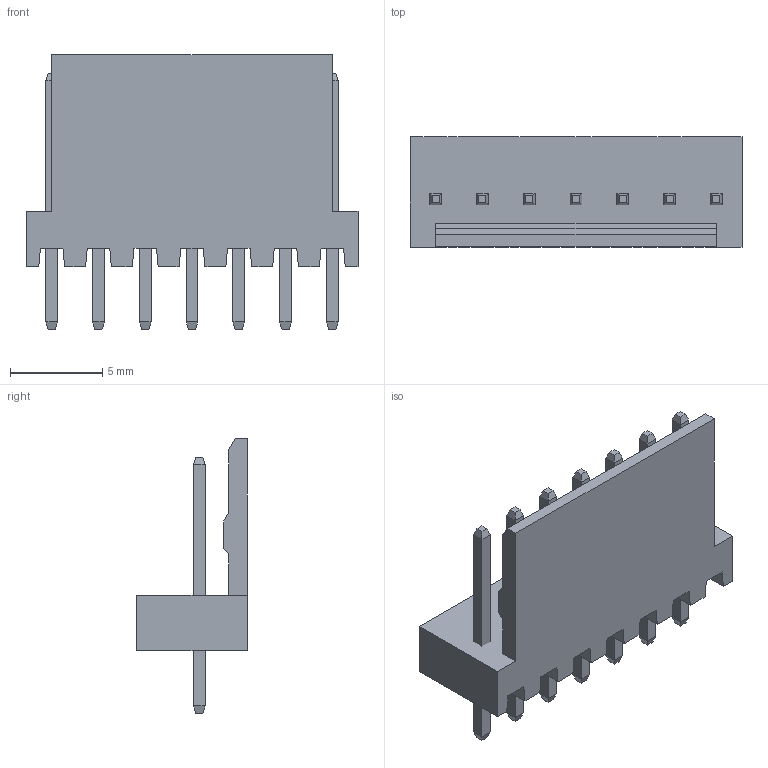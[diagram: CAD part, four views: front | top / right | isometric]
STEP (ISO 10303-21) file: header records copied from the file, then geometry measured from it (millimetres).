
FILE_DESCRIPTION(('STEP AP214'), '1');
FILE_NAME('DS1070-2MVV6', '2018-03-11T22:23:10', ('Nobody'), (''), 'ASCON STEP Converter 1.3', 'ASCON Math Kernel', '');
FILE_SCHEMA(('AUTOMOTIVE_DESIGN { 1 0 10303 214 3 1 1}'));
Length unit declared in the file: millimetre
Assembly tree (8 placements, depth 2):
  (unnamed)
    (unnamed)
    (unnamed)  x7
Bounding box: 18.03 x 6 x 14.9 mm (x, y, z)
Volume: 444.9 mm3; surface area: 944.3 mm2
Topology: 8 solids, 8 shells, 141 faces, 319 edges, 194 vertices
Faces by surface type: plane 141
Entity records: 2479 total; most frequent: CARTESIAN_POINT 315, ORIENTED_EDGE 302, DIRECTION 283, EDGE_CURVE 151, LINE 151, VECTOR 151, VERTEX_POINT 98, AXIS2_PLACEMENT_3D 66
